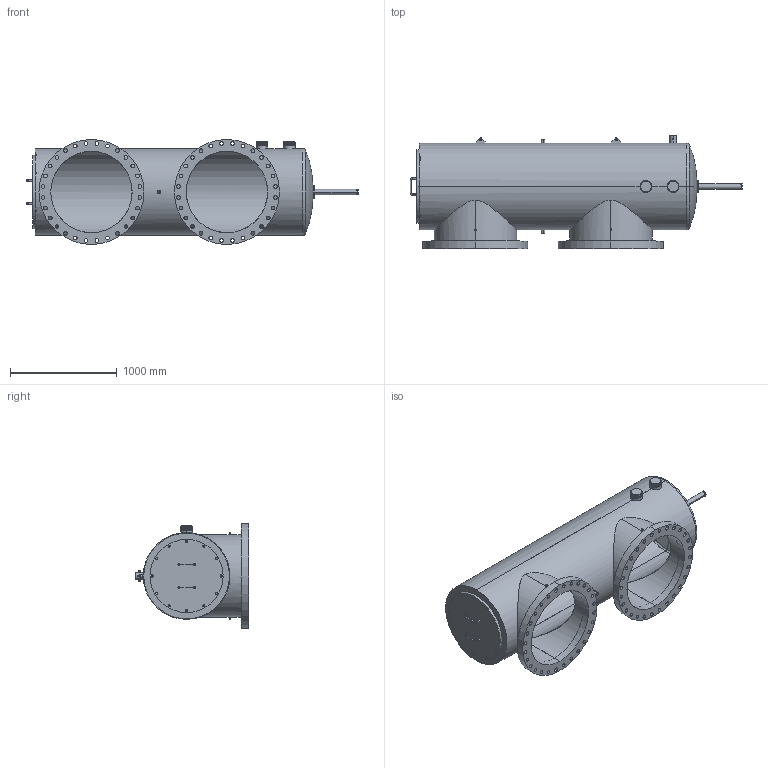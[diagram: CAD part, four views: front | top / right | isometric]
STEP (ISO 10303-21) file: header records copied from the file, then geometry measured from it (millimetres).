
FILE_DESCRIPTION (( 'STEP AP203' ), '1' );
FILE_NAME ('H30-180.STEP', '2020-07-24T12:16:39', ( '' ), ( '' ), 'SwSTEP 2.0', 'SolidWorks 2018', '' );
FILE_SCHEMA (( 'CONFIG_CONTROL_DESIGN' ));
Length unit declared in the file: inch
Products named in the file (1): H30-180
Bounding box: 3112.77 x 1066.8 x 984.25 mm (x, y, z)
Volume: 86931255 mm3; surface area: 17732174.2 mm2
Topology: 8 solids, 8 shells, 378 faces, 1018 edges, 668 vertices
Faces by surface type: cylinder 305, plane 57, torus 16
Entity records: 15751 total; most frequent: CARTESIAN_POINT 5332, DIRECTION 2282, ORIENTED_EDGE 2036, EDGE_CURVE 1018, AXIS2_PLACEMENT_3D 962, VERTEX_POINT 668, EDGE_LOOP 612, CIRCLE 583
